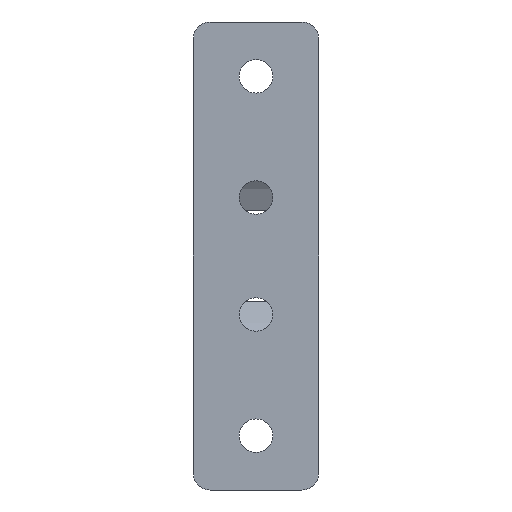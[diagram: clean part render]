
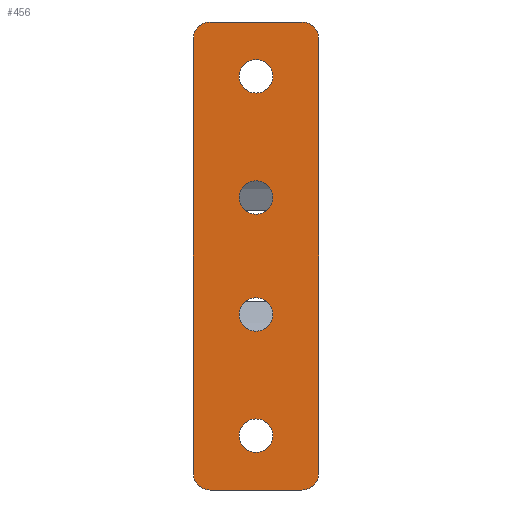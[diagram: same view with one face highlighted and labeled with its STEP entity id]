
A CAD part, left-side view. The second image highlights one B-rep face of the part: STEP entity #456.
In plain terms, the highlighted planar face has unit normal (-1, 0, 0).
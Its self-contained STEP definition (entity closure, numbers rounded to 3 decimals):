
#53 = CARTESIAN_POINT ( 'NONE',  ( -20., 5.5, 26. ) ) ;
#54 = DIRECTION ( 'NONE',  ( -1., 0., 0. ) ) ;
#55 = DIRECTION ( 'NONE',  ( 0., 0., 1. ) ) ;
#245 = EDGE_CURVE ( 'NONE', #1674, #1762, #1814, .T. ) ;
#248 = AXIS2_PLACEMENT_3D ( 'NONE', #1392, #1393, #1394 ) ;
#250 = CIRCLE ( 'NONE', #248, 2. ) ;
#279 = CIRCLE ( 'NONE', #292, 2. ) ;
#292 = AXIS2_PLACEMENT_3D ( 'NONE', #53, #54, #55 ) ;
#320 = AXIS2_PLACEMENT_3D ( 'NONE', #2222, #2226, #2227 ) ;
#393 = VECTOR ( 'NONE', #1354, 1000. ) ;
#444 = VERTEX_POINT ( 'NONE', #2180 ) ;
#456 = ADVANCED_FACE ( 'NONE', ( #2220, #2216, #2223, #2225, #2219 ), #2211, .T. ) ;
#496 = VECTOR ( 'NONE', #1241, 1000. ) ;
#520 = VECTOR ( 'NONE', #1244, 1000. ) ;
#584 = ORIENTED_EDGE ( 'NONE', *, *, #1024, .T. ) ;
#585 = ORIENTED_EDGE ( 'NONE', *, *, #1028, .T. ) ;
#586 = ORIENTED_EDGE ( 'NONE', *, *, #953, .T. ) ;
#599 = ORIENTED_EDGE ( 'NONE', *, *, #1824, .T. ) ;
#615 = ORIENTED_EDGE ( 'NONE', *, *, #1580, .T. ) ;
#619 = ORIENTED_EDGE ( 'NONE', *, *, #928, .T. ) ;
#620 = ORIENTED_EDGE ( 'NONE', *, *, #916, .F. ) ;
#627 = ORIENTED_EDGE ( 'NONE', *, *, #1043, .T. ) ;
#634 = ORIENTED_EDGE ( 'NONE', *, *, #1581, .T. ) ;
#635 = ORIENTED_EDGE ( 'NONE', *, *, #957, .T. ) ;
#636 = ORIENTED_EDGE ( 'NONE', *, *, #1823, .F. ) ;
#645 = ORIENTED_EDGE ( 'NONE', *, *, #835, .T. ) ;
#654 = ORIENTED_EDGE ( 'NONE', *, *, #245, .T. ) ;
#671 = ORIENTED_EDGE ( 'NONE', *, *, #955, .T. ) ;
#682 = ORIENTED_EDGE ( 'NONE', *, *, #1040, .T. ) ;
#691 = ORIENTED_EDGE ( 'NONE', *, *, #959, .T. ) ;
#835 = EDGE_CURVE ( 'NONE', #1742, #1748, #279, .T. ) ;
#916 = EDGE_CURVE ( 'NONE', #1754, #1748, #1352, .T. ) ;
#928 = EDGE_CURVE ( 'NONE', #1754, #444, #250, .T. ) ;
#953 = EDGE_CURVE ( 'NONE', #1707, #1763, #1838, .T. ) ;
#955 = EDGE_CURVE ( 'NONE', #1683, #1665, #1843, .T. ) ;
#957 = EDGE_CURVE ( 'NONE', #1685, #1706, #1847, .T. ) ;
#959 = EDGE_CURVE ( 'NONE', #1711, #1709, #1851, .T. ) ;
#1024 = EDGE_CURVE ( 'NONE', #1763, #1707, #1925, .T. ) ;
#1028 = EDGE_CURVE ( 'NONE', #1665, #1683, #1933, .T. ) ;
#1040 = EDGE_CURVE ( 'NONE', #1706, #1685, #1951, .T. ) ;
#1043 = EDGE_CURVE ( 'NONE', #1709, #1711, #1956, .T. ) ;
#1136 = CARTESIAN_POINT ( 'NONE',  ( -20., 0., 23.5 ) ) ;
#1145 = CARTESIAN_POINT ( 'NONE',  ( -20., -7.5, 26. ) ) ;
#1152 = CARTESIAN_POINT ( 'NONE',  ( -20., 0., 19.5 ) ) ;
#1154 = CARTESIAN_POINT ( 'NONE',  ( -20., 0., -9. ) ) ;
#1174 = CARTESIAN_POINT ( 'NONE',  ( -20., 0., -5. ) ) ;
#1175 = CARTESIAN_POINT ( 'NONE',  ( -20., 0., -23.5 ) ) ;
#1177 = CARTESIAN_POINT ( 'NONE',  ( -20., 0., 9. ) ) ;
#1179 = CARTESIAN_POINT ( 'NONE',  ( -20., 0., 5. ) ) ;
#1186 = CARTESIAN_POINT ( 'NONE',  ( -20., -7.5, -26. ) ) ;
#1207 = CARTESIAN_POINT ( 'NONE',  ( -20., 5.5, 28. ) ) ;
#1212 = CARTESIAN_POINT ( 'NONE',  ( -20., 7.5, 26. ) ) ;
#1216 = CARTESIAN_POINT ( 'NONE',  ( -20., 7.5, -26. ) ) ;
#1218 = CARTESIAN_POINT ( 'NONE',  ( -20., -5.5, -28. ) ) ;
#1221 = CARTESIAN_POINT ( 'NONE',  ( -20., -5.5, 28. ) ) ;
#1222 = CARTESIAN_POINT ( 'NONE',  ( -20., 0., -19.5 ) ) ;
#1239 = LINE ( 'NONE', #1240, #496 ) ;
#1240 = CARTESIAN_POINT ( 'NONE',  ( -20., -7.5, -28. ) ) ;
#1241 = DIRECTION ( 'NONE',  ( 0., 1., 0. ) ) ;
#1242 = LINE ( 'NONE', #1243, #520 ) ;
#1243 = CARTESIAN_POINT ( 'NONE',  ( -20., -7.5, 28. ) ) ;
#1244 = DIRECTION ( 'NONE',  ( 0., 1., 0. ) ) ;
#1352 = LINE ( 'NONE', #1353, #393 ) ;
#1353 = CARTESIAN_POINT ( 'NONE',  ( -20., 7.5, -28. ) ) ;
#1354 = DIRECTION ( 'NONE',  ( 0., 0., 1. ) ) ;
#1392 = CARTESIAN_POINT ( 'NONE',  ( -20., 5.5, -26. ) ) ;
#1393 = DIRECTION ( 'NONE',  ( -1., 0., 0. ) ) ;
#1394 = DIRECTION ( 'NONE',  ( 0., 0., 1. ) ) ;
#1465 = CARTESIAN_POINT ( 'NONE',  ( -20., 0., -21.5 ) ) ;
#1466 = DIRECTION ( 'NONE',  ( 1., 0., 0. ) ) ;
#1467 = DIRECTION ( 'NONE',  ( 0., 0., -1. ) ) ;
#1471 = CARTESIAN_POINT ( 'NONE',  ( -20., 0., 21.5 ) ) ;
#1472 = DIRECTION ( 'NONE',  ( 1., 0., 0. ) ) ;
#1473 = DIRECTION ( 'NONE',  ( 0., 0., -1. ) ) ;
#1477 = CARTESIAN_POINT ( 'NONE',  ( -20., 0., -7. ) ) ;
#1478 = DIRECTION ( 'NONE',  ( 1., 0., 0. ) ) ;
#1479 = DIRECTION ( 'NONE',  ( 0., 0., -1. ) ) ;
#1484 = CARTESIAN_POINT ( 'NONE',  ( -20., 0., 7. ) ) ;
#1485 = DIRECTION ( 'NONE',  ( 1., 0., 0. ) ) ;
#1486 = DIRECTION ( 'NONE',  ( 0., 0., -1. ) ) ;
#1580 = EDGE_CURVE ( 'NONE', #1718, #1674, #2658, .T. ) ;
#1581 = EDGE_CURVE ( 'NONE', #1756, #1718, #1961, .T. ) ;
#1665 = VERTEX_POINT ( 'NONE', #1136 ) ;
#1674 = VERTEX_POINT ( 'NONE', #1145 ) ;
#1683 = VERTEX_POINT ( 'NONE', #1152 ) ;
#1685 = VERTEX_POINT ( 'NONE', #1154 ) ;
#1706 = VERTEX_POINT ( 'NONE', #1174 ) ;
#1707 = VERTEX_POINT ( 'NONE', #1175 ) ;
#1709 = VERTEX_POINT ( 'NONE', #1177 ) ;
#1711 = VERTEX_POINT ( 'NONE', #1179 ) ;
#1718 = VERTEX_POINT ( 'NONE', #1186 ) ;
#1742 = VERTEX_POINT ( 'NONE', #1207 ) ;
#1748 = VERTEX_POINT ( 'NONE', #1212 ) ;
#1754 = VERTEX_POINT ( 'NONE', #1216 ) ;
#1756 = VERTEX_POINT ( 'NONE', #1218 ) ;
#1762 = VERTEX_POINT ( 'NONE', #1221 ) ;
#1763 = VERTEX_POINT ( 'NONE', #1222 ) ;
#1804 = AXIS2_PLACEMENT_3D ( 'NONE', #2128, #2129, #2130 ) ;
#1814 = CIRCLE ( 'NONE', #1804, 2. ) ;
#1823 = EDGE_CURVE ( 'NONE', #1756, #444, #1239, .T. ) ;
#1824 = EDGE_CURVE ( 'NONE', #1762, #1742, #1242, .T. ) ;
#1838 = CIRCLE ( 'NONE', #1844, 2. ) ;
#1843 = CIRCLE ( 'NONE', #1848, 2. ) ;
#1844 = AXIS2_PLACEMENT_3D ( 'NONE', #1465, #1466, #1467 ) ;
#1847 = CIRCLE ( 'NONE', #1852, 2. ) ;
#1848 = AXIS2_PLACEMENT_3D ( 'NONE', #1471, #1472, #1473 ) ;
#1851 = CIRCLE ( 'NONE', #1856, 2. ) ;
#1852 = AXIS2_PLACEMENT_3D ( 'NONE', #1477, #1478, #1479 ) ;
#1856 = AXIS2_PLACEMENT_3D ( 'NONE', #1484, #1485, #1486 ) ;
#1925 = CIRCLE ( 'NONE', #1929, 2. ) ;
#1929 = AXIS2_PLACEMENT_3D ( 'NONE', #2592, #2593, #2594 ) ;
#1933 = CIRCLE ( 'NONE', #1936, 2. ) ;
#1936 = AXIS2_PLACEMENT_3D ( 'NONE', #2603, #2604, #2605 ) ;
#1951 = CIRCLE ( 'NONE', #1954, 2. ) ;
#1954 = AXIS2_PLACEMENT_3D ( 'NONE', #2642, #2643, #2644 ) ;
#1956 = CIRCLE ( 'NONE', #1958, 2. ) ;
#1958 = AXIS2_PLACEMENT_3D ( 'NONE', #2651, #2652, #2653 ) ;
#1960 = VECTOR ( 'NONE', #2660, 1000. ) ;
#1961 = CIRCLE ( 'NONE', #1963, 2. ) ;
#1963 = AXIS2_PLACEMENT_3D ( 'NONE', #2663, #2664, #2665 ) ;
#2087 = EDGE_LOOP ( 'NONE', ( #636, #634, #615, #654, #599, #645, #620, #619 ) ) ;
#2088 = EDGE_LOOP ( 'NONE', ( #671, #585 ) ) ;
#2089 = EDGE_LOOP ( 'NONE', ( #691, #627 ) ) ;
#2091 = EDGE_LOOP ( 'NONE', ( #635, #682 ) ) ;
#2095 = EDGE_LOOP ( 'NONE', ( #586, #584 ) ) ;
#2128 = CARTESIAN_POINT ( 'NONE',  ( -20., -5.5, 26. ) ) ;
#2129 = DIRECTION ( 'NONE',  ( -1., 0., 0. ) ) ;
#2130 = DIRECTION ( 'NONE',  ( 0., 0., 1. ) ) ;
#2180 = CARTESIAN_POINT ( 'NONE',  ( -20., 5.5, -28. ) ) ;
#2211 = PLANE ( 'NONE',  #320 ) ;
#2216 = FACE_BOUND ( 'NONE', #2095, .T. ) ;
#2219 = FACE_OUTER_BOUND ( 'NONE', #2087, .T. ) ;
#2220 = FACE_BOUND ( 'NONE', #2088, .T. ) ;
#2222 = CARTESIAN_POINT ( 'NONE',  ( -20., -7.5, -28. ) ) ;
#2223 = FACE_BOUND ( 'NONE', #2089, .T. ) ;
#2225 = FACE_BOUND ( 'NONE', #2091, .T. ) ;
#2226 = DIRECTION ( 'NONE',  ( -1., 0., 0. ) ) ;
#2227 = DIRECTION ( 'NONE',  ( 0., 0., 1. ) ) ;
#2592 = CARTESIAN_POINT ( 'NONE',  ( -20., 0., -21.5 ) ) ;
#2593 = DIRECTION ( 'NONE',  ( 1., 0., 0. ) ) ;
#2594 = DIRECTION ( 'NONE',  ( 0., 0., -1. ) ) ;
#2603 = CARTESIAN_POINT ( 'NONE',  ( -20., 0., 21.5 ) ) ;
#2604 = DIRECTION ( 'NONE',  ( 1., 0., 0. ) ) ;
#2605 = DIRECTION ( 'NONE',  ( 0., 0., -1. ) ) ;
#2642 = CARTESIAN_POINT ( 'NONE',  ( -20., 0., -7. ) ) ;
#2643 = DIRECTION ( 'NONE',  ( 1., 0., 0. ) ) ;
#2644 = DIRECTION ( 'NONE',  ( 0., 0., -1. ) ) ;
#2651 = CARTESIAN_POINT ( 'NONE',  ( -20., 0., 7. ) ) ;
#2652 = DIRECTION ( 'NONE',  ( 1., 0., 0. ) ) ;
#2653 = DIRECTION ( 'NONE',  ( 0., 0., -1. ) ) ;
#2658 = LINE ( 'NONE', #2659, #1960 ) ;
#2659 = CARTESIAN_POINT ( 'NONE',  ( -20., -7.5, -28. ) ) ;
#2660 = DIRECTION ( 'NONE',  ( 0., 0., 1. ) ) ;
#2663 = CARTESIAN_POINT ( 'NONE',  ( -20., -5.5, -26. ) ) ;
#2664 = DIRECTION ( 'NONE',  ( -1., 0., 0. ) ) ;
#2665 = DIRECTION ( 'NONE',  ( 0., 0., 1. ) ) ;
